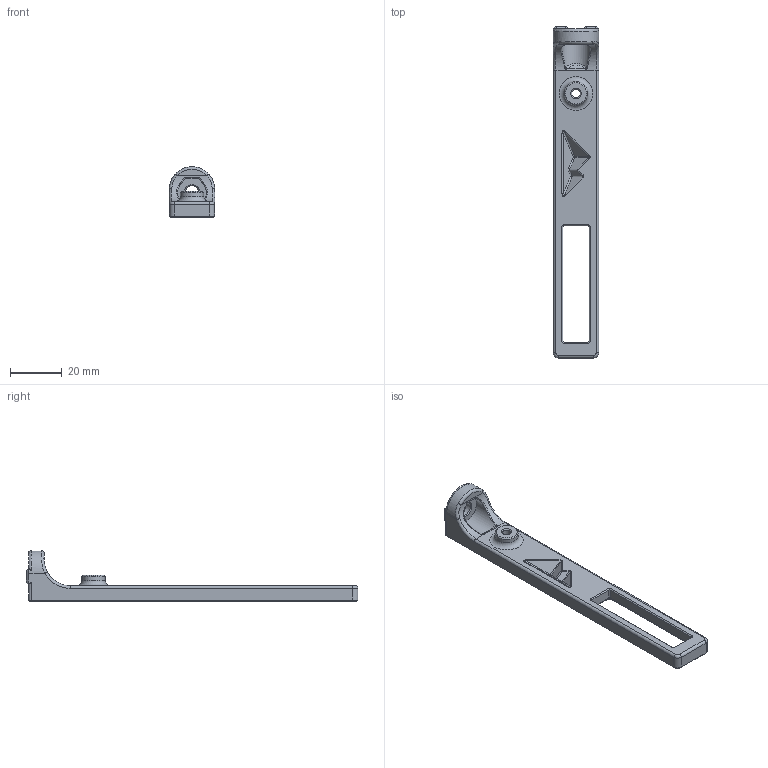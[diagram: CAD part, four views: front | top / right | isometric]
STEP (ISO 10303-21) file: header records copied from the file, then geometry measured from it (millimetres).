
FILE_DESCRIPTION(/* description */ ('STEP AP242','CAx-IF Rec.Pracs.---Representation and Presentation of Product Manufacturing Information (PMI)---4.0---2014-10-13','CAx-IF Rec.Pracs.---3D Tessellated Geometry---0.4---2014-09-14','2;1'),/* implementation_level */ '2;1');
FILE_NAME(/* name */ '6670cc2276025a78df4506ae',/* time_stamp */ '2024-06-17T23:52:02Z',/* author */ (''),/* organization */ (''),/* preprocessor_version */ 'ST-DEVELOPER v20',/* originating_system */ ' ',/* authorisation */ ' ');
FILE_SCHEMA (('AP242_MANAGED_MODEL_BASED_3D_ENGINEERING_MIM_LF { 1 0 10303 442 1 1 4 }'));
Length unit declared in the file: metre
Products named in the file (1): Part 1
Bounding box: 17.5 x 128 x 19.5 mm (x, y, z)
Volume: 11209.5 mm3; surface area: 6526.4 mm2
Topology: 1 solids, 1 shells, 179 faces, 412 edges, 230 vertices
Faces by surface type: cylinder 49, plane 46, cone 28, torus 27, bspline 26, sphere 3
Full cylindrical faces by diameter (mm): 3.3 x1, 4.7 x1, 5.3 x1, 9 x1
Entity records: 5181 total; most frequent: CARTESIAN_POINT 1272, DIRECTION 850, ORIENTED_EDGE 786, EDGE_CURVE 393, AXIS2_PLACEMENT_3D 343, VERTEX_POINT 228, EDGE_LOOP 197, FACE_BOUND 197
